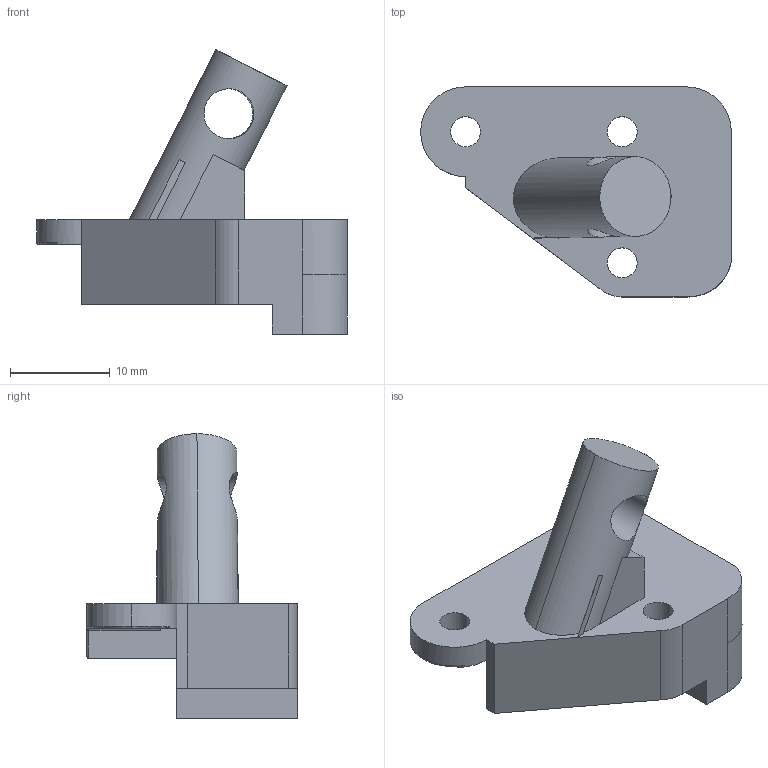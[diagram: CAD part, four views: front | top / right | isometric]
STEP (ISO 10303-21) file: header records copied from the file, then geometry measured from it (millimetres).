
FILE_DESCRIPTION (( 'STEP AP203' ), '1' );
FILE_NAME ('褐殤蟀諉2.2.STEP', '2024-06-08T07:31:45', ( '' ), ( '' ), 'SwSTEP 2.0', 'SolidWorks 2022', '' );
FILE_SCHEMA (( 'CONFIG_CONTROL_DESIGN' ));
Length unit declared in the file: millimetre
Products named in the file (1): 脚架连接2.2
Bounding box: 31.13 x 21.06 x 28.52 mm (x, y, z)
Volume: 3837.9 mm3; surface area: 2389.3 mm2
Topology: 1 solids, 1 shells, 63 faces, 162 edges, 102 vertices
Faces by surface type: plane 34, cylinder 18, torus 9, bspline 2
Entity records: 2153 total; most frequent: CARTESIAN_POINT 557, ORIENTED_EDGE 324, DIRECTION 304, EDGE_CURVE 162, AXIS2_PLACEMENT_3D 106, VERTEX_POINT 102, VECTOR 92, LINE 92
